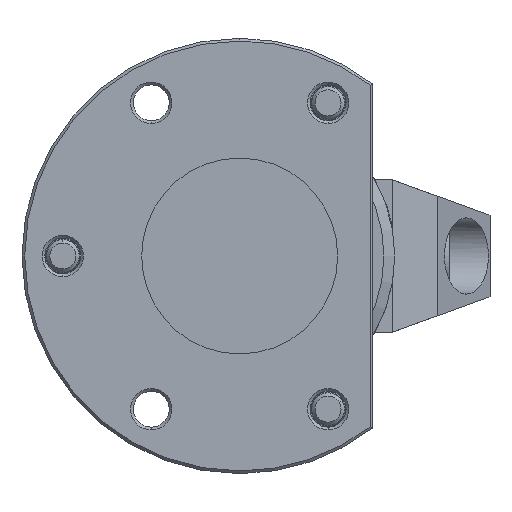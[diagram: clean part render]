
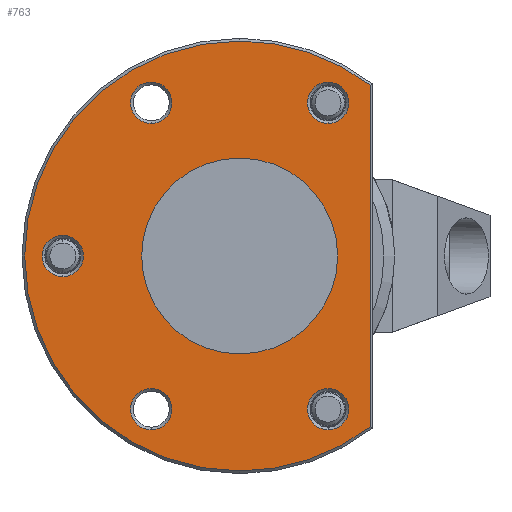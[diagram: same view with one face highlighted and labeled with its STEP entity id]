
A CAD part, front view. The second image highlights one B-rep face of the part: STEP entity #763.
In plain terms, the highlighted planar face has unit normal (0, -1, 0).
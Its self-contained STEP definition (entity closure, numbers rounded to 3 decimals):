
#763=ADVANCED_FACE('',(#2059,#2060,#2061,#2062,#2063,#2064,#2065),#2066,.F.);
#2059=FACE_OUTER_BOUND('',#3979,.T.);
#2060=FACE_BOUND('',#3980,.T.);
#2061=FACE_BOUND('',#3981,.T.);
#2062=FACE_BOUND('',#3982,.T.);
#2063=FACE_BOUND('',#3983,.T.);
#2064=FACE_BOUND('',#3984,.T.);
#2065=FACE_BOUND('',#3985,.T.);
#2066=PLANE('',#3986);
#3979=EDGE_LOOP('',(#6118,#6119,#6120,#6121));
#3980=EDGE_LOOP('',(#6122,#6123));
#3981=EDGE_LOOP('',(#6124,#6125));
#3982=EDGE_LOOP('',(#6126,#6127));
#3983=EDGE_LOOP('',(#6128,#6129));
#3984=EDGE_LOOP('',(#6130,#6131));
#3985=EDGE_LOOP('',(#6132,#6133));
#3986=AXIS2_PLACEMENT_3D('',#6134,#6135,#6136);
#6118=ORIENTED_EDGE('',*,*,#11035,.F.);
#6119=ORIENTED_EDGE('',*,*,#10881,.F.);
#6120=ORIENTED_EDGE('',*,*,#11023,.F.);
#6121=ORIENTED_EDGE('',*,*,#10878,.F.);
#6122=ORIENTED_EDGE('',*,*,#11031,.F.);
#6123=ORIENTED_EDGE('',*,*,#10856,.F.);
#6124=ORIENTED_EDGE('',*,*,#11029,.F.);
#6125=ORIENTED_EDGE('',*,*,#10861,.F.);
#6126=ORIENTED_EDGE('',*,*,#11027,.F.);
#6127=ORIENTED_EDGE('',*,*,#10866,.F.);
#6128=ORIENTED_EDGE('',*,*,#11025,.F.);
#6129=ORIENTED_EDGE('',*,*,#10871,.F.);
#6130=ORIENTED_EDGE('',*,*,#11033,.F.);
#6131=ORIENTED_EDGE('',*,*,#10851,.F.);
#6132=ORIENTED_EDGE('',*,*,#11021,.F.);
#6133=ORIENTED_EDGE('',*,*,#10886,.F.);
#6134=CARTESIAN_POINT('',(0.0,0.0,0.0));
#6135=DIRECTION('',(0.0,1.0,0.0));
#6136=DIRECTION('',(1.0,0.0,-0.0));
#10851=EDGE_CURVE('',#12848,#12851,#12852,.T.);
#10856=EDGE_CURVE('',#12857,#12860,#12861,.T.);
#10861=EDGE_CURVE('',#12866,#12869,#12870,.T.);
#10866=EDGE_CURVE('',#12875,#12878,#12879,.T.);
#10871=EDGE_CURVE('',#12884,#12887,#12888,.T.);
#10878=EDGE_CURVE('',#12898,#12894,#12900,.T.);
#10881=EDGE_CURVE('',#12902,#12905,#12906,.T.);
#10886=EDGE_CURVE('',#12911,#12914,#12915,.T.);
#11021=EDGE_CURVE('',#12914,#12911,#13099,.T.);
#11023=EDGE_CURVE('',#12894,#12902,#13101,.T.);
#11025=EDGE_CURVE('',#12887,#12884,#13103,.T.);
#11027=EDGE_CURVE('',#12878,#12875,#13105,.T.);
#11029=EDGE_CURVE('',#12869,#12866,#13107,.T.);
#11031=EDGE_CURVE('',#12860,#12857,#13109,.T.);
#11033=EDGE_CURVE('',#12851,#12848,#13111,.T.);
#11035=EDGE_CURVE('',#12905,#12898,#13113,.T.);
#12848=VERTEX_POINT('',#15711);
#12851=VERTEX_POINT('',#15715);
#12852=CIRCLE('',#15716,3.8);
#12857=VERTEX_POINT('',#15722);
#12860=VERTEX_POINT('',#15726);
#12861=CIRCLE('',#15727,3.8);
#12866=VERTEX_POINT('',#15733);
#12869=VERTEX_POINT('',#15737);
#12870=CIRCLE('',#15738,3.8);
#12875=VERTEX_POINT('',#15744);
#12878=VERTEX_POINT('',#15748);
#12879=CIRCLE('',#15749,3.8);
#12884=VERTEX_POINT('',#15755);
#12887=VERTEX_POINT('',#15759);
#12888=CIRCLE('',#15760,3.8);
#12894=VERTEX_POINT('',#15767);
#12898=VERTEX_POINT('',#15772);
#12900=CIRCLE('',#15774,39.5);
#12902=VERTEX_POINT('',#15776);
#12905=VERTEX_POINT('',#15780);
#12906=CIRCLE('',#15781,39.5);
#12911=VERTEX_POINT('',#15786);
#12914=VERTEX_POINT('',#15790);
#12915=CIRCLE('',#15791,18.0);
#13099=CIRCLE('',#16012,18.0);
#13101=CIRCLE('',#16014,39.5);
#13103=CIRCLE('',#16016,3.8);
#13105=CIRCLE('',#16018,3.8);
#13107=CIRCLE('',#16020,3.8);
#13109=CIRCLE('',#16022,3.8);
#13111=CIRCLE('',#16024,3.8);
#13113=LINE('',#16026,#16027);
#15711=CARTESIAN_POINT('',(16.25,0.,-31.946));
#15715=CARTESIAN_POINT('',(16.25,0.,-24.346));
#15716=AXIS2_PLACEMENT_3D('',#20869,#20870,#20871);
#15722=CARTESIAN_POINT('',(-16.25,0.0,-31.946));
#15726=CARTESIAN_POINT('',(-16.25,0.0,-24.346));
#15727=AXIS2_PLACEMENT_3D('',#20877,#20878,#20879);
#15733=CARTESIAN_POINT('',(-32.5,0.,-3.8));
#15737=CARTESIAN_POINT('',(-32.5,0.,3.8));
#15738=AXIS2_PLACEMENT_3D('',#20885,#20886,#20887);
#15744=CARTESIAN_POINT('',(-16.25,0.0,24.346));
#15748=CARTESIAN_POINT('',(-16.25,0.0,31.946));
#15749=AXIS2_PLACEMENT_3D('',#20893,#20894,#20895);
#15755=CARTESIAN_POINT('',(16.25,0.,24.346));
#15759=CARTESIAN_POINT('',(16.25,0.,31.946));
#15760=AXIS2_PLACEMENT_3D('',#20901,#20902,#20903);
#15767=CARTESIAN_POINT('',(0.,0.,-39.5));
#15772=CARTESIAN_POINT('',(24.0,0.,-31.373));
#15774=AXIS2_PLACEMENT_3D('',#20915,#20916,#20917);
#15776=CARTESIAN_POINT('',(0.,0.,39.5));
#15780=CARTESIAN_POINT('',(24.0,0.,31.373));
#15781=AXIS2_PLACEMENT_3D('',#20919,#20920,#20921);
#15786=CARTESIAN_POINT('',(0.,0.0,18.0));
#15790=CARTESIAN_POINT('',(0.,0.0,-18.0));
#15791=AXIS2_PLACEMENT_3D('',#20929,#20930,#20931);
#16012=AXIS2_PLACEMENT_3D('',#21143,#21144,#21145);
#16014=AXIS2_PLACEMENT_3D('',#21146,#21147,#21148);
#16016=AXIS2_PLACEMENT_3D('',#21149,#21150,#21151);
#16018=AXIS2_PLACEMENT_3D('',#21152,#21153,#21154);
#16020=AXIS2_PLACEMENT_3D('',#21155,#21156,#21157);
#16022=AXIS2_PLACEMENT_3D('',#21158,#21159,#21160);
#16024=AXIS2_PLACEMENT_3D('',#21161,#21162,#21163);
#16026=CARTESIAN_POINT('',(24.0,0.0,31.373));
#16027=VECTOR('',#21164,62.746);
#20869=CARTESIAN_POINT('',(16.25,0.,-28.146));
#20870=DIRECTION('',(0.0,-1.0,0.0));
#20871=DIRECTION('',(0.0,0.0,-1.0));
#20877=CARTESIAN_POINT('',(-16.25,0.0,-28.146));
#20878=DIRECTION('',(0.0,-1.0,0.0));
#20879=DIRECTION('',(0.0,0.0,-1.0));
#20885=CARTESIAN_POINT('',(-32.5,0.,0.0));
#20886=DIRECTION('',(0.0,-1.0,0.0));
#20887=DIRECTION('',(0.0,0.0,-1.0));
#20893=CARTESIAN_POINT('',(-16.25,0.0,28.146));
#20894=DIRECTION('',(0.0,-1.0,0.0));
#20895=DIRECTION('',(0.0,0.0,-1.0));
#20901=CARTESIAN_POINT('',(16.25,0.,28.146));
#20902=DIRECTION('',(0.0,-1.0,0.0));
#20903=DIRECTION('',(0.0,0.0,-1.0));
#20915=CARTESIAN_POINT('',(0.0,0.,0.0));
#20916=DIRECTION('',(0.0,1.0,0.0));
#20917=DIRECTION('',(0.0,0.0,1.0));
#20919=CARTESIAN_POINT('',(0.0,0.,0.0));
#20920=DIRECTION('',(0.0,1.0,0.0));
#20921=DIRECTION('',(0.0,0.0,1.0));
#20929=CARTESIAN_POINT('',(0.0,0.0,0.0));
#20930=DIRECTION('',(0.0,-1.0,0.0));
#20931=DIRECTION('',(0.0,0.0,1.0));
#21143=CARTESIAN_POINT('',(0.0,0.0,0.0));
#21144=DIRECTION('',(0.0,-1.0,0.0));
#21145=DIRECTION('',(0.0,0.0,1.0));
#21146=CARTESIAN_POINT('',(0.0,0.,0.0));
#21147=DIRECTION('',(0.0,1.0,0.0));
#21148=DIRECTION('',(0.0,0.0,1.0));
#21149=CARTESIAN_POINT('',(16.25,0.,28.146));
#21150=DIRECTION('',(0.0,-1.0,0.0));
#21151=DIRECTION('',(0.0,0.0,-1.0));
#21152=CARTESIAN_POINT('',(-16.25,0.0,28.146));
#21153=DIRECTION('',(0.0,-1.0,0.0));
#21154=DIRECTION('',(0.0,0.0,-1.0));
#21155=CARTESIAN_POINT('',(-32.5,0.,0.0));
#21156=DIRECTION('',(0.0,-1.0,0.0));
#21157=DIRECTION('',(0.0,0.0,-1.0));
#21158=CARTESIAN_POINT('',(-16.25,0.0,-28.146));
#21159=DIRECTION('',(0.0,-1.0,0.0));
#21160=DIRECTION('',(0.0,0.0,-1.0));
#21161=CARTESIAN_POINT('',(16.25,0.,-28.146));
#21162=DIRECTION('',(0.0,-1.0,0.0));
#21163=DIRECTION('',(0.0,0.0,-1.0));
#21164=DIRECTION('',(0.0,0.0,-1.0));
